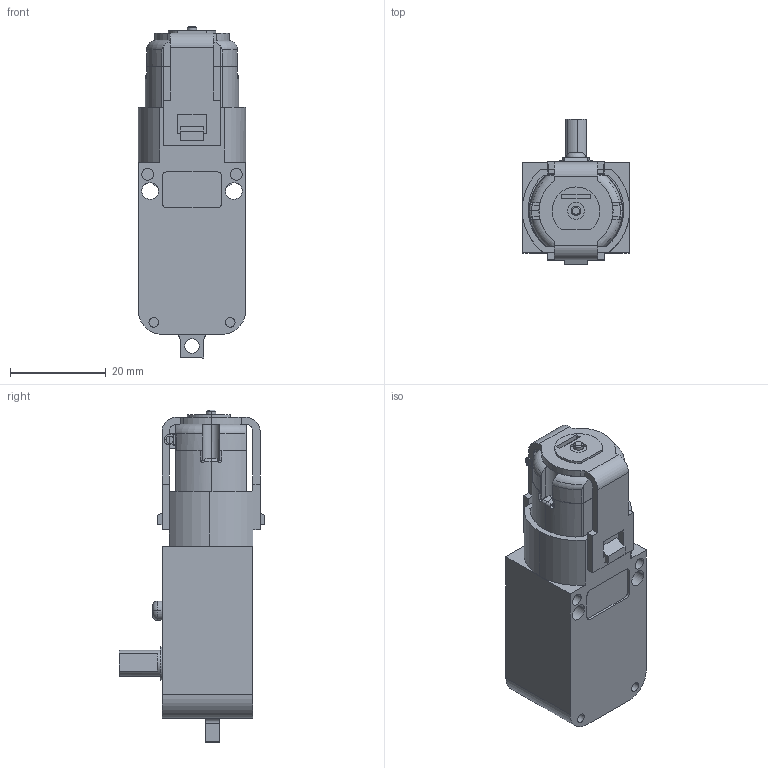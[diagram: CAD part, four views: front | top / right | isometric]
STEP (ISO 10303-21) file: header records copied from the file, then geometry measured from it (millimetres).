
FILE_DESCRIPTION (( 'STEP AP214' ), '1' );
FILE_NAME ('GearedMotor 3-6V.STEP', '2023-07-17T21:14:01', ( 'ZenBook' ), ( '' ), 'SwSTEP 2.0', 'SolidWorks 2017', '' );
FILE_SCHEMA (( 'AUTOMOTIVE_DESIGN' ));
Length unit declared in the file: millimetre
Products named in the file (6): pan head cross recess screw_iso_ISO 7045 - M2.5 x 12 - Z - 12S; Shaft; Engine 3-6V; GearedMotor 3-6V; Strainer; Gear box
Assembly tree (6 placements, depth 2):
  GearedMotor 3-6V
    Gear box
    Engine 3-6V
    pan head cross recess screw_iso_ISO 7045 - M2.5 x 12 - Z - 12S  x2
    Strainer
    Shaft
Bounding box: 22.5 x 30.5 x 69.45 mm (x, y, z)
Volume: 17921.4 mm3; surface area: 12794.9 mm2
Topology: 7 solids, 7 shells, 872 faces, 2328 edges, 1488 vertices
Faces by surface type: cylinder 353, cone 243, plane 236, torus 24, bspline 12, sphere 4
Entity records: 29229 total; most frequent: CARTESIAN_POINT 10759, ORIENTED_EDGE 3636, DIRECTION 3469, EDGE_CURVE 1818, AXIS2_PLACEMENT_3D 1302, VERTEX_POINT 1174, VECTOR 865, LINE 865
